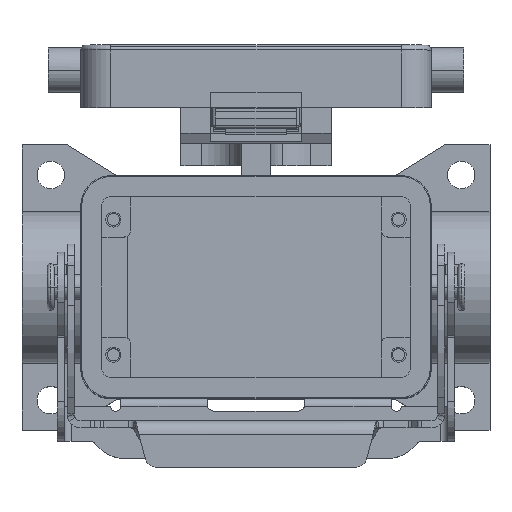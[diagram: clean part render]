
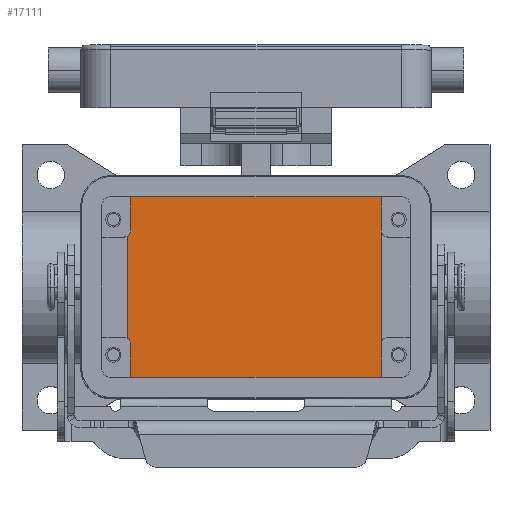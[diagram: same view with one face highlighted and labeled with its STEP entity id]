
A CAD part, top view. The second image highlights one B-rep face of the part: STEP entity #17111.
In plain terms, the highlighted planar face has unit normal (0, 0, 1).
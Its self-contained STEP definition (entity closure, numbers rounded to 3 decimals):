
#17038=CARTESIAN_POINT('',(0.0,0.,-62.0));
#17039=DIRECTION('',(0.0,0.0,1.0));
#17040=DIRECTION('',(1.0,0.0,0.0));
#17041=AXIS2_PLACEMENT_3D('',#17038,#17039,#17040);
#17042=PLANE('',#17041);
#17043=CARTESIAN_POINT('',(-25.75,10.201,-62.0));
#17044=VERTEX_POINT('',#17043);
#17045=CARTESIAN_POINT('',(-25.75,-10.201,-62.0));
#17046=VERTEX_POINT('',#17045);
#17047=CARTESIAN_POINT('',(-25.75,10.201,-62.0));
#17048=DIRECTION('',(0.0,-1.0,0.0));
#17049=VECTOR('',#17048,20.402);
#17050=LINE('',#17047,#17049);
#17051=EDGE_CURVE('',#17044,#17046,#17050,.T.);
#17052=ORIENTED_EDGE('',*,*,#17051,.T.);
#17053=CARTESIAN_POINT('',(-25.0,-11.5,-62.));
#17054=VERTEX_POINT('',#17053);
#17055=CARTESIAN_POINT('',(-26.5,-11.5,-62.0));
#17056=DIRECTION('',(0.0,0.0,-1.0));
#17057=DIRECTION('',(-1.0,0.0,0.0));
#17058=AXIS2_PLACEMENT_3D('',#17055,#17056,#17057);
#17059=CIRCLE('',#17058,1.5);
#17060=EDGE_CURVE('',#17046,#17054,#17059,.T.);
#17061=ORIENTED_EDGE('',*,*,#17060,.T.);
#17062=CARTESIAN_POINT('',(-25.0,-18.25,-62.));
#17063=VERTEX_POINT('',#17062);
#17064=CARTESIAN_POINT('',(-25.0,-11.5,-62.));
#17065=DIRECTION('',(0.0,-1.0,0.0));
#17066=VECTOR('',#17065,6.75);
#17067=LINE('',#17064,#17066);
#17068=EDGE_CURVE('',#17054,#17063,#17067,.T.);
#17069=ORIENTED_EDGE('',*,*,#17068,.T.);
#17070=CARTESIAN_POINT('',(25.0,-18.25,-62.));
#17071=VERTEX_POINT('',#17070);
#17072=CARTESIAN_POINT('',(-25.0,-18.25,-62.));
#17073=DIRECTION('',(1.0,0.0,0.0));
#17074=VECTOR('',#17073,50.0);
#17075=LINE('',#17072,#17074);
#17076=EDGE_CURVE('',#17063,#17071,#17075,.T.);
#17077=ORIENTED_EDGE('',*,*,#17076,.T.);
#17078=CARTESIAN_POINT('',(25.,18.25,-62.));
#17079=VERTEX_POINT('',#17078);
#17080=CARTESIAN_POINT('',(25.0,-18.25,-62.));
#17081=DIRECTION('',(0.0,1.0,0.0));
#17082=VECTOR('',#17081,36.5);
#17083=LINE('',#17080,#17082);
#17084=EDGE_CURVE('',#17071,#17079,#17083,.T.);
#17085=ORIENTED_EDGE('',*,*,#17084,.T.);
#17086=CARTESIAN_POINT('',(-25.0,18.25,-62.));
#17087=VERTEX_POINT('',#17086);
#17088=CARTESIAN_POINT('',(25.,18.25,-62.));
#17089=DIRECTION('',(-1.0,0.0,0.0));
#17090=VECTOR('',#17089,50.);
#17091=LINE('',#17088,#17090);
#17092=EDGE_CURVE('',#17079,#17087,#17091,.T.);
#17093=ORIENTED_EDGE('',*,*,#17092,.T.);
#17094=CARTESIAN_POINT('',(-25.,11.5,-62.));
#17095=VERTEX_POINT('',#17094);
#17096=CARTESIAN_POINT('',(-25.0,18.25,-62.));
#17097=DIRECTION('',(0.0,-1.0,0.0));
#17098=VECTOR('',#17097,6.75);
#17099=LINE('',#17096,#17098);
#17100=EDGE_CURVE('',#17087,#17095,#17099,.T.);
#17101=ORIENTED_EDGE('',*,*,#17100,.T.);
#17102=CARTESIAN_POINT('',(-26.5,11.5,-62.0));
#17103=DIRECTION('',(0.0,0.0,-1.0));
#17104=DIRECTION('',(0.0,-1.0,0.0));
#17105=AXIS2_PLACEMENT_3D('',#17102,#17103,#17104);
#17106=CIRCLE('',#17105,1.5);
#17107=EDGE_CURVE('',#17095,#17044,#17106,.T.);
#17108=ORIENTED_EDGE('',*,*,#17107,.T.);
#17109=EDGE_LOOP('',(#17052,#17061,#17069,#17077,#17085,#17093,#17101,#17108));
#17110=FACE_OUTER_BOUND('',#17109,.T.);
#17111=ADVANCED_FACE('',(#17110),#17042,.T.);
